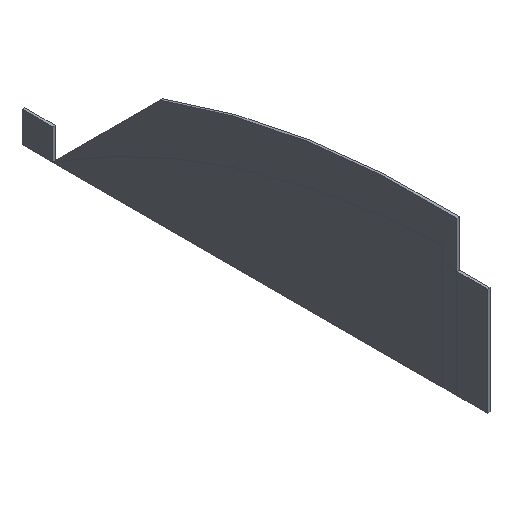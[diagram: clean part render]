
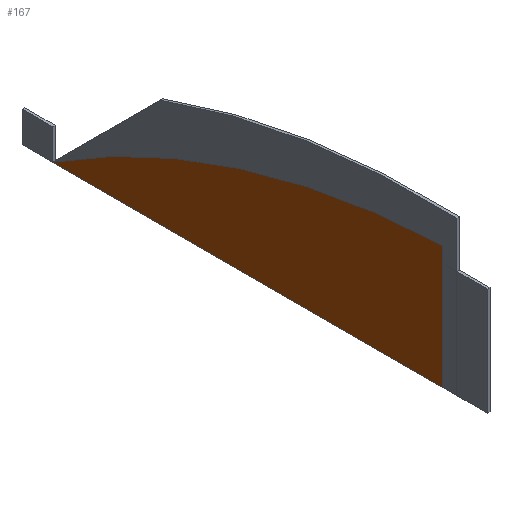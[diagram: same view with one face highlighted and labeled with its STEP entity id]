
A CAD part, isometric view. The second image highlights one B-rep face of the part: STEP entity #167.
In plain terms, the highlighted planar face has unit normal (-1, 0, 0).
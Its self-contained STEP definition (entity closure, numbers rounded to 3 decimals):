
#104=CIRCLE('',#632,50.);
#167=ADVANCED_FACE('',(#226),#197,.F.);
#197=PLANE('',#636);
#226=FACE_OUTER_BOUND('',#257,.T.);
#257=EDGE_LOOP('',(#317,#318,#319));
#317=ORIENTED_EDGE('',*,*,#458,.F.);
#318=ORIENTED_EDGE('',*,*,#465,.F.);
#319=ORIENTED_EDGE('',*,*,#462,.F.);
#412=VERTEX_POINT('',#837);
#413=VERTEX_POINT('',#838);
#416=VERTEX_POINT('',#846);
#458=EDGE_CURVE('',#412,#413,#521,.T.);
#462=EDGE_CURVE('',#413,#416,#525,.T.);
#465=EDGE_CURVE('',#416,#412,#104,.T.);
#521=LINE('',#836,#578);
#525=LINE('',#845,#582);
#578=VECTOR('',#692,1.);
#582=VECTOR('',#698,1.);
#632=AXIS2_PLACEMENT_3D('',#851,#703,#704);
#636=AXIS2_PLACEMENT_3D('',#855,#711,#712);
#692=DIRECTION('',(0.,0.,-1.));
#698=DIRECTION('',(0.,1.,0.));
#703=DIRECTION('',(1.,0.,0.));
#704=DIRECTION('',(0.,1.,0.));
#711=DIRECTION('',(1.,0.,0.));
#712=DIRECTION('',(0.,0.,-1.));
#836=CARTESIAN_POINT('',(0.,0.,8.));
#837=CARTESIAN_POINT('',(0.,0.,8.));
#838=CARTESIAN_POINT('',(0.,0.,0.));
#845=CARTESIAN_POINT('',(0.,0.,0.));
#846=CARTESIAN_POINT('',(0.,25.4,0.));
#851=CARTESIAN_POINT('',(0.,-1.778,-41.968));
#855=CARTESIAN_POINT('',(0.,-1.778,-41.968));
